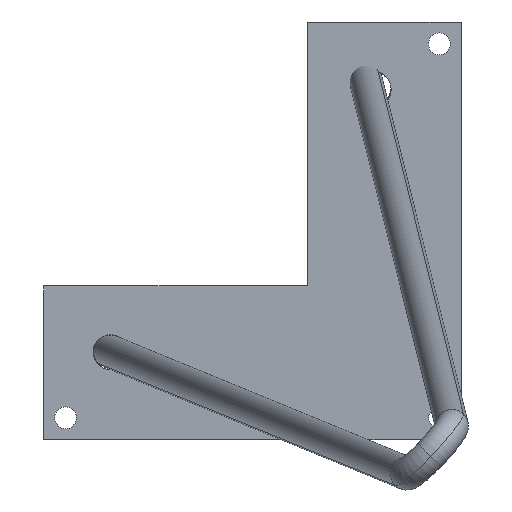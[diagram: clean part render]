
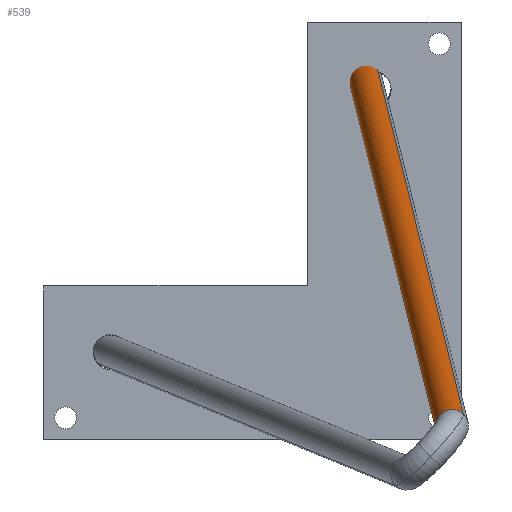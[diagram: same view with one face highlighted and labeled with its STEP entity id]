
A CAD part, front view. The second image highlights one B-rep face of the part: STEP entity #539.
In plain terms, the highlighted cylindrical face has radius 4.763 mm (diameter 9.525 mm), a partial arc.
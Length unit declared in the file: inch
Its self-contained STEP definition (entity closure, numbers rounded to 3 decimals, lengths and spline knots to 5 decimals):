
#13 = ORIENTED_EDGE ( 'NONE', *, *, #1234, .T. ) ;
#17 = EDGE_LOOP ( 'NONE', ( #1284, #854, #13, #1004 ) ) ;
#27 = FACE_OUTER_BOUND ( 'NONE', #17, .T. ) ;
#89 = VERTEX_POINT ( 'NONE', #896 ) ;
#110 = DIRECTION ( 'NONE',  ( 1., 0., 0. ) ) ;
#123 = DIRECTION ( 'NONE',  ( 1., 0., 0. ) ) ;
#205 = DIRECTION ( 'NONE',  ( 1., 0., 0. ) ) ;
#209 = LINE ( 'NONE', #576, #590 ) ;
#243 = CARTESIAN_POINT ( 'NONE',  ( 28., 0., 0. ) ) ;
#274 = CARTESIAN_POINT ( 'NONE',  ( 0., 0.1875, 0. ) ) ;
#313 = CARTESIAN_POINT ( 'NONE',  ( 0., -0.1875, 0. ) ) ;
#333 = DIRECTION ( 'NONE',  ( 0., 1., 0. ) ) ;
#349 = DIRECTION ( 'NONE',  ( 1., 0., 0. ) ) ;
#355 = CIRCLE ( 'NONE', #917, 0.1875 ) ;
#380 = EDGE_CURVE ( 'NONE', #952, #1266, #355, .T. ) ;
#390 = EDGE_CURVE ( 'NONE', #952, #1303, #852, .T. ) ;
#513 = CARTESIAN_POINT ( 'NONE',  ( 0., 0., 0. ) ) ;
#539 = ADVANCED_FACE ( 'NONE', ( #27 ), #1196, .T. ) ;
#547 = CIRCLE ( 'NONE', #1300, 0.1875 ) ;
#576 = CARTESIAN_POINT ( 'NONE',  ( 0., 0.1875, 0. ) ) ;
#590 = VECTOR ( 'NONE', #772, 39.37008 ) ;
#633 = CARTESIAN_POINT ( 'NONE',  ( 0., 0., 0. ) ) ;
#722 = DIRECTION ( 'NONE',  ( 0., 0., -1. ) ) ;
#761 = DIRECTION ( 'NONE',  ( 0., 0., -1. ) ) ;
#772 = DIRECTION ( 'NONE',  ( 1., 0., 0. ) ) ;
#852 = LINE ( 'NONE', #313, #1067 ) ;
#854 = ORIENTED_EDGE ( 'NONE', *, *, #380, .T. ) ;
#896 = CARTESIAN_POINT ( 'NONE',  ( 28., 0.1875, 0. ) ) ;
#917 = AXIS2_PLACEMENT_3D ( 'NONE', #513, #110, #722 ) ;
#952 = VERTEX_POINT ( 'NONE', #1240 ) ;
#1004 = ORIENTED_EDGE ( 'NONE', *, *, #1023, .F. ) ;
#1023 = EDGE_CURVE ( 'NONE', #1303, #89, #547, .T. ) ;
#1067 = VECTOR ( 'NONE', #205, 39.37008 ) ;
#1196 = CYLINDRICAL_SURFACE ( 'NONE', #1273, 0.1875 ) ;
#1234 = EDGE_CURVE ( 'NONE', #1266, #89, #209, .T. ) ;
#1240 = CARTESIAN_POINT ( 'NONE',  ( 0., -0.1875, 0. ) ) ;
#1254 = CARTESIAN_POINT ( 'NONE',  ( 28., -0.1875, 0. ) ) ;
#1266 = VERTEX_POINT ( 'NONE', #274 ) ;
#1273 = AXIS2_PLACEMENT_3D ( 'NONE', #633, #123, #333 ) ;
#1284 = ORIENTED_EDGE ( 'NONE', *, *, #390, .F. ) ;
#1300 = AXIS2_PLACEMENT_3D ( 'NONE', #243, #349, #761 ) ;
#1303 = VERTEX_POINT ( 'NONE', #1254 ) ;
